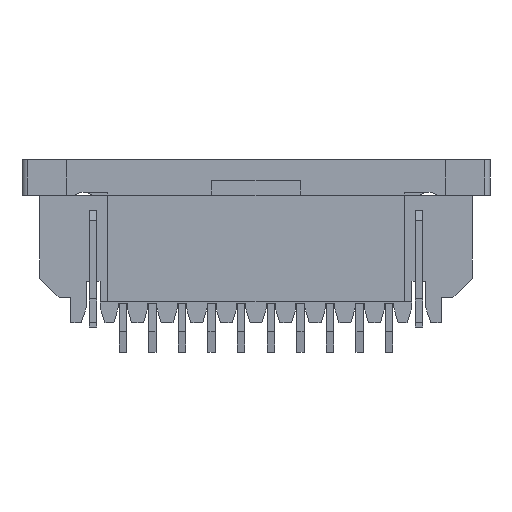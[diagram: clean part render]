
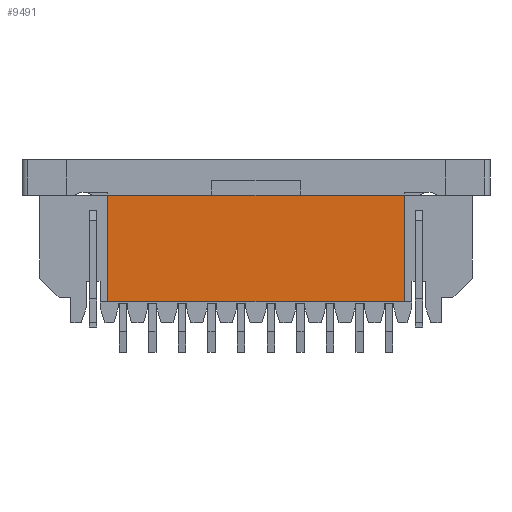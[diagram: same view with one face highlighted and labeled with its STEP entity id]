
A CAD part, front view. The second image highlights one B-rep face of the part: STEP entity #9491.
In plain terms, the highlighted planar face has unit normal (0, -1, 0).
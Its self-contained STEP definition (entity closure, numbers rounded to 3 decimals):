
#2=DIRECTION('',(0.,0.,1.));
#3=VECTOR('',#2,3.6);
#4=CARTESIAN_POINT('',(12.3,0.,-4.8));
#5=LINE('36917',#4,#3);
#6=DIRECTION('',(0.,0.,1.));
#7=VECTOR('',#6,3.6);
#8=CARTESIAN_POINT('',(22.3,0.,-4.8));
#9=LINE('39755',#8,#7);
#22=DIRECTION('',(-1.,0.,0.));
#23=VECTOR('',#22,10.);
#24=CARTESIAN_POINT('',(22.3,0.,-4.8));
#25=LINE('39916',#24,#23);
#1074=DIRECTION('',(1.,0.,0.));
#1075=VECTOR('',#1074,10.);
#1076=CARTESIAN_POINT('',(12.3,0.,-1.2));
#1077=LINE('39905',#1076,#1075);
#7922=CARTESIAN_POINT('',(12.3,0.,-4.8));
#7923=CARTESIAN_POINT('',(12.3,0.,-1.2));
#7924=VERTEX_POINT('',#7922);
#7925=VERTEX_POINT('',#7923);
#8646=CARTESIAN_POINT('',(22.3,0.,-4.8));
#8647=CARTESIAN_POINT('',(22.3,0.,-1.2));
#8648=VERTEX_POINT('',#8646);
#8649=VERTEX_POINT('',#8647);
#9476=CARTESIAN_POINT('',(10.,0.,0.));
#9477=DIRECTION('',(0.,1.,0.));
#9478=DIRECTION('',(1.,0.,0.));
#9479=AXIS2_PLACEMENT_3D('',#9476,#9477,#9478);
#9480=PLANE('36889',#9479);
#9482=ORIENTED_EDGE('39916',*,*,#9481,.T.);
#9484=ORIENTED_EDGE('36917',*,*,#9483,.T.);
#9486=ORIENTED_EDGE('39905',*,*,#9485,.T.);
#9488=ORIENTED_EDGE('39755',*,*,#9487,.F.);
#9489=EDGE_LOOP('36889',(#9482,#9484,#9486,#9488));
#9490=FACE_OUTER_BOUND('36889',#9489,.F.);
#9491=ADVANCED_FACE('36889',(#9490),#9480,.F.);
#9481=EDGE_CURVE('39916',#8648,#7924,#25,.T.);
#9483=EDGE_CURVE('36917',#7924,#7925,#5,.T.);
#9485=EDGE_CURVE('39905',#7925,#8649,#1077,.T.);
#9487=EDGE_CURVE('39755',#8648,#8649,#9,.T.);
